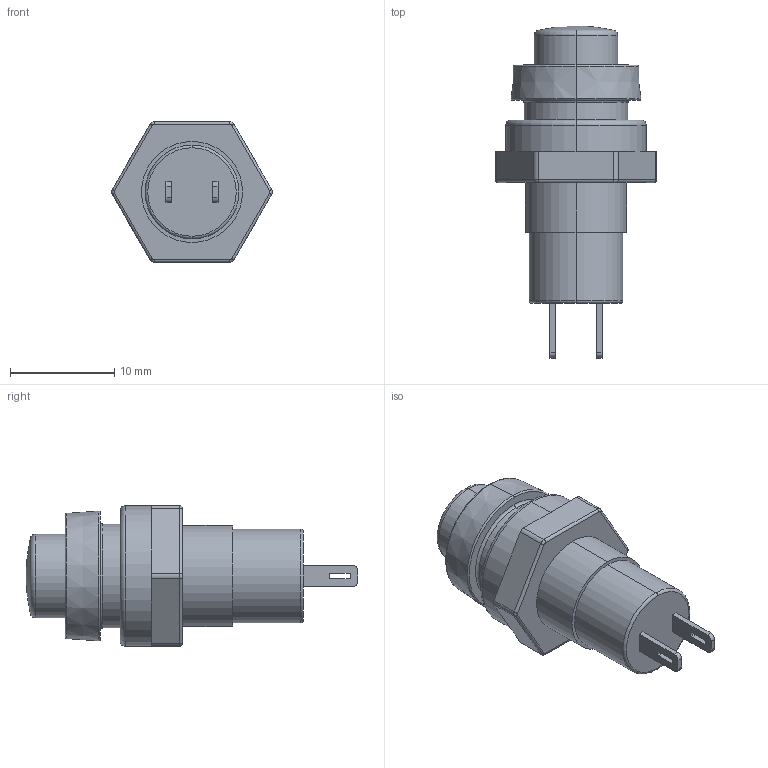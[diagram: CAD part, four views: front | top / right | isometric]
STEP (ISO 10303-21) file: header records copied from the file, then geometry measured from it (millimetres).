
FILE_DESCRIPTION (( 'STEP AP214' ), '1' );
FILE_NAME ('Amazon 10mm Latching Push Button Switch.STEP', '2020-03-10T15:06:18', ( '' ), ( '' ), 'SwSTEP 2.0', 'SolidWorks 2012', '' );
FILE_SCHEMA (( 'AUTOMOTIVE_DESIGN' ));
Length unit declared in the file: millimetre
Products named in the file (1): Amazon 10mm Latching Push Button Switch
Bounding box: 15.43 x 31.88 x 13.5 mm (x, y, z)
Volume: 2418.5 mm3; surface area: 1296.1 mm2
Topology: 1 solids, 1 shells, 91 faces, 217 edges, 134 vertices
Faces by surface type: plane 36, cylinder 34, torus 18, cone 2, sphere 1
Entity records: 3045 total; most frequent: DIRECTION 504, CARTESIAN_POINT 438, ORIENTED_EDGE 428, EDGE_CURVE 214, AXIS2_PLACEMENT_3D 198, VERTEX_POINT 132, LINE 108, VECTOR 108
